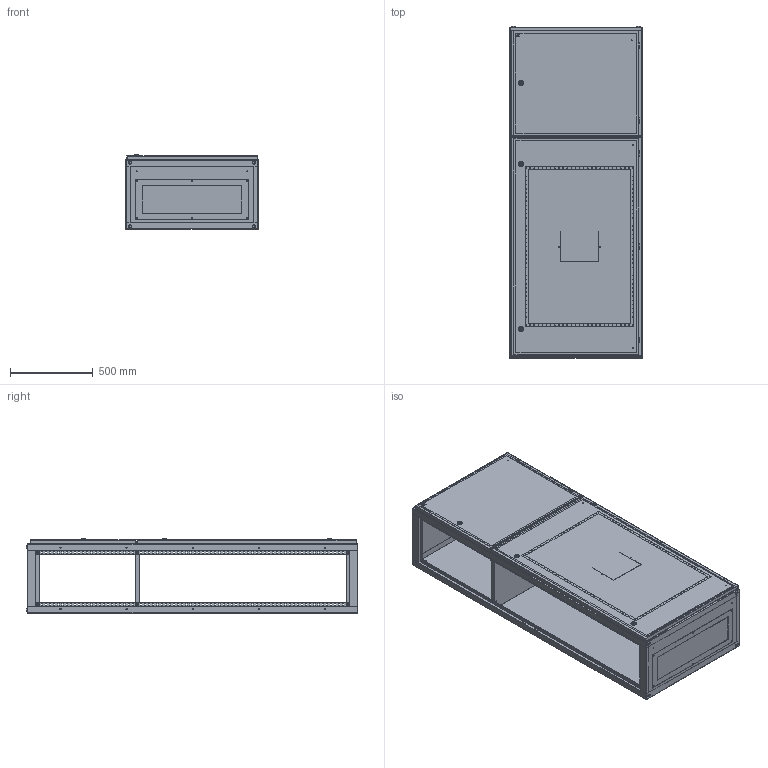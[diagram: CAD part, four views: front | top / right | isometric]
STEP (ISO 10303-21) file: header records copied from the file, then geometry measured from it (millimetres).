
FILE_DESCRIPTION (( 'STEP AP214' ), '1' );
FILE_NAME ('YKM51-2000-800-450-54 SMART Êîðïóñ ìåòàë. ñáîðíûé ÂÐÓ-2 2000õ800õ450 IP54 IEK.STEP', '2024-04-09T14:04:23', ( '' ), ( '' ), 'SwSTEP 2.0', 'SolidWorks 2022', '' );
FILE_SCHEMA (( 'AUTOMOTIVE_DESIGN' ));
Length unit declared in the file: millimetre
Products named in the file (4): Дверь для ВРУ-2 2000х800 IP54; YKM51-2000-800-450-54 SMART Корпус метал. сборный ВРУ-2 2000х800х450 IP54 IEK; Дверь учётного отсека 800 IP54; Каркас ВРУ-2 2000х800х450 IP54
Assembly tree (3 placements, depth 2):
  YKM51-2000-800-450-54 SMART Корпус метал. сборный ВРУ-2 2000х800х450 IP54 IEK
    Каркас ВРУ-2 2000х800х450 IP54
    Дверь для ВРУ-2 2000х800 IP54
    Дверь учётного отсека 800 IP54
Bounding box: 800 x 2009.5 x 450.5 mm (x, y, z)
Volume: 9185835.4 mm3; surface area: 11287817.7 mm2
Topology: 47 solids, 51 shells, 3766 faces, 9795 edges, 6238 vertices
Faces by surface type: plane 2475, cylinder 841, cone 234, bspline 82, sphere 80, torus 54
Entity records: 119105 total; most frequent: CARTESIAN_POINT 24203, ORIENTED_EDGE 19398, DIRECTION 18391, EDGE_CURVE 9699, LINE 7043, VECTOR 7043, VERTEX_POINT 6238, AXIS2_PLACEMENT_3D 5674
